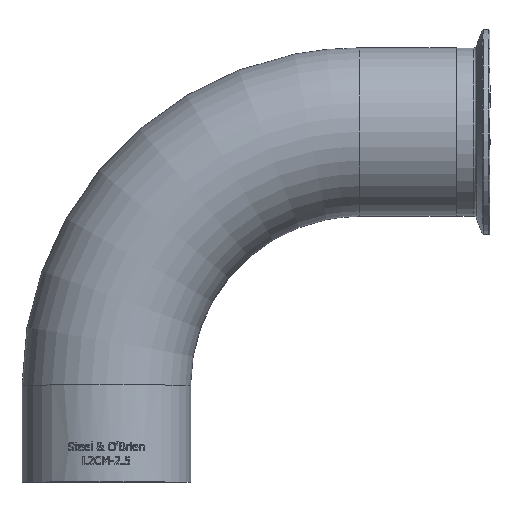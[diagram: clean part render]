
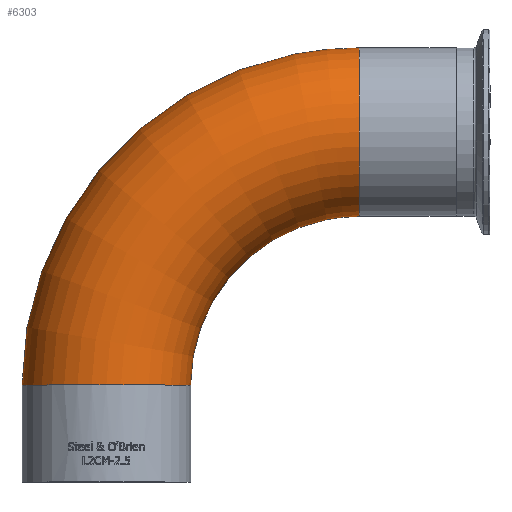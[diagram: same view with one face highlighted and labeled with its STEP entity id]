
A CAD part, top view. The second image highlights one B-rep face of the part: STEP entity #6303.
In plain terms, the highlighted toroidal (fillet/blend) face has major radius 95.25 mm and minor radius 31.75 mm.
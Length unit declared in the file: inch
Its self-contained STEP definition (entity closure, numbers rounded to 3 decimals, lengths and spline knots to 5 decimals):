
#25=TOROIDAL_SURFACE('',#6660,3.75,1.25);
#101=FACE_BOUND('',#1165,.T.);
#758=FACE_OUTER_BOUND('',#1164,.T.);
#1164=EDGE_LOOP('',(#5880));
#1165=EDGE_LOOP('',(#5881));
#1296=CIRCLE('',#6608,1.25);
#1319=CIRCLE('',#6659,1.25);
#3093=VERTEX_POINT('',#13878);
#3116=VERTEX_POINT('',#13952);
#4018=EDGE_CURVE('',#3093,#3093,#1296,.T.);
#4041=EDGE_CURVE('',#3116,#3116,#1319,.T.);
#5880=ORIENTED_EDGE('',*,*,#4041,.F.);
#5881=ORIENTED_EDGE('',*,*,#4018,.T.);
#6303=ADVANCED_FACE('',(#758,#101),#25,.T.);
#6608=AXIS2_PLACEMENT_3D('',#13879,#7678,#7679);
#6659=AXIS2_PLACEMENT_3D('',#13953,#7780,#7781);
#6660=AXIS2_PLACEMENT_3D('',#13954,#7782,#7783);
#7678=DIRECTION('center_axis',(0.,1.,0.));
#7679=DIRECTION('ref_axis',(-1.,0.,0.));
#7780=DIRECTION('center_axis',(1.,0.,0.));
#7781=DIRECTION('ref_axis',(0.,1.,0.));
#7782=DIRECTION('center_axis',(0.,0.,
-1.));
#7783=DIRECTION('ref_axis',(-1.,0.,0.));
#13878=CARTESIAN_POINT('',(1.25,-3.75,0.));
#13879=CARTESIAN_POINT('Origin',(0.,-3.75,0.));
#13952=CARTESIAN_POINT('',(3.75,-1.25,0.));
#13953=CARTESIAN_POINT('Origin',(3.75,0.,0.));
#13954=CARTESIAN_POINT('Origin',(3.75,-3.75,0.));
